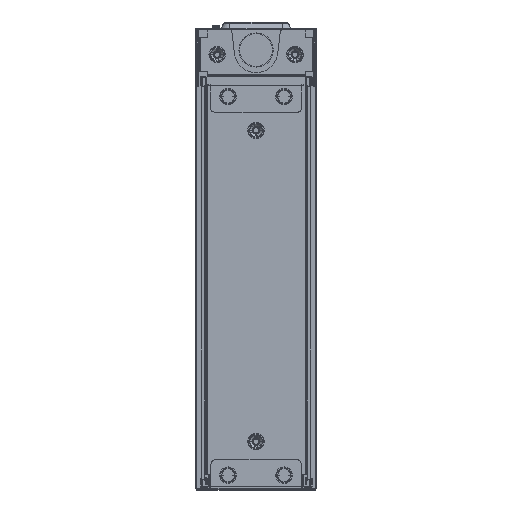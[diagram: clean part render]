
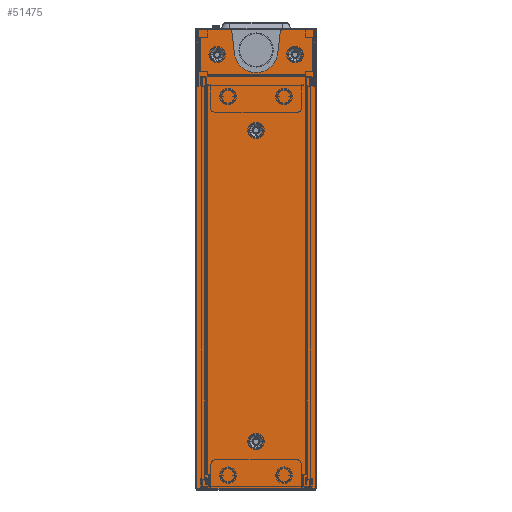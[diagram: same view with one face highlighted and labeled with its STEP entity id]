
A CAD part, left-side view. The second image highlights one B-rep face of the part: STEP entity #51475.
In plain terms, the highlighted planar face has unit normal (-1, 0, 0).
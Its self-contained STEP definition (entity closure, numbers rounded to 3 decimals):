
#49981=DIRECTION('',(0.,0.,1.));
#49982=VECTOR('',#49981,295.8);
#49983=CARTESIAN_POINT('',(-256.7,-38.,-295.8));
#49984=LINE('',#49983,#49982);
#49999=DIRECTION('',(0.,1.,0.));
#50000=VECTOR('',#49999,19.508);
#50001=CARTESIAN_POINT('',(-256.7,-38.,0.));
#50002=LINE('',#50001,#50000);
#50007=CARTESIAN_POINT('',(-256.7,18.492,-3.));
#50008=DIRECTION('',(1.,0.,0.));
#50009=DIRECTION('',(0.,0.,1.));
#50010=AXIS2_PLACEMENT_3D('',#50007,#50008,#50009);
#50012=DIRECTION('',(0.,-0.118,-0.993));
#50013=VECTOR('',#50012,13.652);
#50014=CARTESIAN_POINT('',(-256.7,15.513,-2.646));
#50015=LINE('',#50014,#50013);
#50016=CARTESIAN_POINT('',(-256.7,0.,-14.55));
#50017=DIRECTION('',(-1.,0.,0.));
#50018=DIRECTION('',(0.,0.993,-0.118));
#50019=AXIS2_PLACEMENT_3D('',#50016,#50017,#50018);
#50021=DIRECTION('',(0.,-0.118,0.993));
#50022=VECTOR('',#50021,13.652);
#50023=CARTESIAN_POINT('',(-256.7,-13.902,-16.202));
#50024=LINE('',#50023,#50022);
#50025=CARTESIAN_POINT('',(-256.7,-18.492,-3.));
#50026=DIRECTION('',(1.,0.,0.));
#50027=DIRECTION('',(0.,0.993,0.118));
#50028=AXIS2_PLACEMENT_3D('',#50025,#50026,#50027);
#50030=CARTESIAN_POINT('',(-256.7,0.,-65.65));
#50031=DIRECTION('',(-1.,0.,0.));
#50032=DIRECTION('',(0.,1.,0.));
#50033=AXIS2_PLACEMENT_3D('',#50030,#50031,#50032);
#50035=CARTESIAN_POINT('',(-256.7,0.,-65.65));
#50036=DIRECTION('',(-1.,0.,0.));
#50037=DIRECTION('',(0.,0.,-1.));
#50038=AXIS2_PLACEMENT_3D('',#50035,#50036,#50037);
#50040=CARTESIAN_POINT('',(-256.7,0.,-65.65));
#50041=DIRECTION('',(-1.,0.,0.));
#50042=DIRECTION('',(0.,-1.,0.));
#50043=AXIS2_PLACEMENT_3D('',#50040,#50041,#50042);
#50045=CARTESIAN_POINT('',(-256.7,0.,-65.65));
#50046=DIRECTION('',(-1.,0.,0.));
#50047=DIRECTION('',(0.,0.,1.));
#50048=AXIS2_PLACEMENT_3D('',#50045,#50046,#50047);
#50050=CARTESIAN_POINT('',(-256.7,25.,-17.));
#50051=DIRECTION('',(-1.,0.,0.));
#50052=DIRECTION('',(0.,1.,0.));
#50053=AXIS2_PLACEMENT_3D('',#50050,#50051,#50052);
#50055=CARTESIAN_POINT('',(-256.7,25.,-17.));
#50056=DIRECTION('',(-1.,0.,0.));
#50057=DIRECTION('',(0.,0.,-1.));
#50058=AXIS2_PLACEMENT_3D('',#50055,#50056,#50057);
#50060=CARTESIAN_POINT('',(-256.7,25.,-17.));
#50061=DIRECTION('',(-1.,0.,0.));
#50062=DIRECTION('',(0.,-1.,0.));
#50063=AXIS2_PLACEMENT_3D('',#50060,#50061,#50062);
#50065=CARTESIAN_POINT('',(-256.7,25.,-17.));
#50066=DIRECTION('',(-1.,0.,0.));
#50067=DIRECTION('',(0.,0.,1.));
#50068=AXIS2_PLACEMENT_3D('',#50065,#50066,#50067);
#50070=CARTESIAN_POINT('',(-256.7,0.,-265.65));
#50071=DIRECTION('',(-1.,0.,0.));
#50072=DIRECTION('',(0.,1.,0.));
#50073=AXIS2_PLACEMENT_3D('',#50070,#50071,#50072);
#50075=CARTESIAN_POINT('',(-256.7,0.,-265.65));
#50076=DIRECTION('',(-1.,0.,0.));
#50077=DIRECTION('',(0.,0.,-1.));
#50078=AXIS2_PLACEMENT_3D('',#50075,#50076,#50077);
#50080=CARTESIAN_POINT('',(-256.7,0.,-265.65));
#50081=DIRECTION('',(-1.,0.,0.));
#50082=DIRECTION('',(0.,-1.,0.));
#50083=AXIS2_PLACEMENT_3D('',#50080,#50081,#50082);
#50085=CARTESIAN_POINT('',(-256.7,0.,-265.65));
#50086=DIRECTION('',(-1.,0.,0.));
#50087=DIRECTION('',(0.,0.,1.));
#50088=AXIS2_PLACEMENT_3D('',#50085,#50086,#50087);
#50090=CARTESIAN_POINT('',(-256.7,-25.,-17.));
#50091=DIRECTION('',(-1.,0.,0.));
#50092=DIRECTION('',(0.,1.,0.));
#50093=AXIS2_PLACEMENT_3D('',#50090,#50091,#50092);
#50095=CARTESIAN_POINT('',(-256.7,-25.,-17.));
#50096=DIRECTION('',(-1.,0.,0.));
#50097=DIRECTION('',(0.,0.,-1.));
#50098=AXIS2_PLACEMENT_3D('',#50095,#50096,#50097);
#50100=CARTESIAN_POINT('',(-256.7,-25.,-17.));
#50101=DIRECTION('',(-1.,0.,0.));
#50102=DIRECTION('',(0.,-1.,0.));
#50103=AXIS2_PLACEMENT_3D('',#50100,#50101,#50102);
#50105=CARTESIAN_POINT('',(-256.7,-25.,-17.));
#50106=DIRECTION('',(-1.,0.,0.));
#50107=DIRECTION('',(0.,0.,1.));
#50108=AXIS2_PLACEMENT_3D('',#50105,#50106,#50107);
#50114=DIRECTION('',(0.,1.,0.));
#50115=VECTOR('',#50114,19.508);
#50116=CARTESIAN_POINT('',(-256.7,18.492,0.));
#50117=LINE('',#50116,#50115);
#50132=DIRECTION('',(0.,0.,-1.));
#50133=VECTOR('',#50132,295.8);
#50134=CARTESIAN_POINT('',(-256.7,38.,0.));
#50135=LINE('',#50134,#50133);
#50160=DIRECTION('',(0.,-1.,0.));
#50161=VECTOR('',#50160,76.);
#50162=CARTESIAN_POINT('',(-256.7,38.,-295.8));
#50163=LINE('',#50162,#50161);
#50811=CARTESIAN_POINT('',(-256.7,18.492,0.));
#50812=CARTESIAN_POINT('',(-256.7,15.513,-2.646));
#50813=VERTEX_POINT('',#50811);
#50814=VERTEX_POINT('',#50812);
#50815=CARTESIAN_POINT('',(-256.7,13.902,-16.202));
#50816=VERTEX_POINT('',#50815);
#50817=CARTESIAN_POINT('',(-256.7,-13.902,-16.202));
#50818=VERTEX_POINT('',#50817);
#50819=CARTESIAN_POINT('',(-256.7,-15.513,-2.646));
#50820=VERTEX_POINT('',#50819);
#50821=CARTESIAN_POINT('',(-256.7,-18.492,0.));
#50822=VERTEX_POINT('',#50821);
#50823=CARTESIAN_POINT('',(-256.7,-38.,0.));
#50824=VERTEX_POINT('',#50823);
#50825=CARTESIAN_POINT('',(-256.7,38.,0.));
#50826=VERTEX_POINT('',#50825);
#50827=CARTESIAN_POINT('',(-256.7,4.1,-65.65));
#50828=CARTESIAN_POINT('',(-256.7,0.,-69.75));
#50829=VERTEX_POINT('',#50827);
#50830=VERTEX_POINT('',#50828);
#50831=CARTESIAN_POINT('',(-256.7,-4.1,-65.65));
#50832=VERTEX_POINT('',#50831);
#50833=CARTESIAN_POINT('',(-256.7,0.,-61.55));
#50834=VERTEX_POINT('',#50833);
#50835=CARTESIAN_POINT('',(-256.7,29.1,-17.));
#50836=CARTESIAN_POINT('',(-256.7,25.,-21.1));
#50837=VERTEX_POINT('',#50835);
#50838=VERTEX_POINT('',#50836);
#50839=CARTESIAN_POINT('',(-256.7,20.9,-17.));
#50840=VERTEX_POINT('',#50839);
#50841=CARTESIAN_POINT('',(-256.7,25.,-12.9));
#50842=VERTEX_POINT('',#50841);
#50843=CARTESIAN_POINT('',(-256.7,4.1,-265.65));
#50844=CARTESIAN_POINT('',(-256.7,0.,-269.75));
#50845=VERTEX_POINT('',#50843);
#50846=VERTEX_POINT('',#50844);
#50847=CARTESIAN_POINT('',(-256.7,-4.1,-265.65));
#50848=VERTEX_POINT('',#50847);
#50849=CARTESIAN_POINT('',(-256.7,0.,-261.55));
#50850=VERTEX_POINT('',#50849);
#50851=CARTESIAN_POINT('',(-256.7,-20.9,-17.));
#50852=CARTESIAN_POINT('',(-256.7,-25.,-21.1));
#50853=VERTEX_POINT('',#50851);
#50854=VERTEX_POINT('',#50852);
#50855=CARTESIAN_POINT('',(-256.7,-29.1,-17.));
#50856=VERTEX_POINT('',#50855);
#50857=CARTESIAN_POINT('',(-256.7,-25.,-12.9));
#50858=VERTEX_POINT('',#50857);
#50869=CARTESIAN_POINT('',(-256.7,38.,-295.8));
#50870=VERTEX_POINT('',#50869);
#50883=CARTESIAN_POINT('',(-256.7,-38.,-295.8));
#50884=VERTEX_POINT('',#50883);
#51411=CARTESIAN_POINT('',(-256.7,0.,-147.9));
#51412=DIRECTION('',(1.,0.,0.));
#51413=DIRECTION('',(0.,0.,1.));
#51414=AXIS2_PLACEMENT_3D('',#51411,#51412,#51413);
#51415=PLANE('',#51414);
#51417=ORIENTED_EDGE('',*,*,#51416,.T.);
#51419=ORIENTED_EDGE('',*,*,#51418,.T.);
#51421=ORIENTED_EDGE('',*,*,#51420,.T.);
#51423=ORIENTED_EDGE('',*,*,#51422,.T.);
#51424=ORIENTED_EDGE('',*,*,#51401,.T.);
#51425=ORIENTED_EDGE('',*,*,#51391,.F.);
#51426=ORIENTED_EDGE('',*,*,#51361,.F.);
#51428=ORIENTED_EDGE('',*,*,#51427,.F.);
#51430=ORIENTED_EDGE('',*,*,#51429,.F.);
#51432=ORIENTED_EDGE('',*,*,#51431,.F.);
#51433=EDGE_LOOP('',(#51417,#51419,#51421,#51423,#51424,#51425,#51426,#51428,
#51430,#51432));
#51434=FACE_OUTER_BOUND('',#51433,.F.);
#51436=ORIENTED_EDGE('',*,*,#51435,.T.);
#51438=ORIENTED_EDGE('',*,*,#51437,.T.);
#51440=ORIENTED_EDGE('',*,*,#51439,.T.);
#51442=ORIENTED_EDGE('',*,*,#51441,.T.);
#51443=EDGE_LOOP('',(#51436,#51438,#51440,#51442));
#51444=FACE_BOUND('',#51443,.F.);
#51446=ORIENTED_EDGE('',*,*,#51445,.T.);
#51448=ORIENTED_EDGE('',*,*,#51447,.T.);
#51450=ORIENTED_EDGE('',*,*,#51449,.T.);
#51452=ORIENTED_EDGE('',*,*,#51451,.T.);
#51453=EDGE_LOOP('',(#51446,#51448,#51450,#51452));
#51454=FACE_BOUND('',#51453,.F.);
#51456=ORIENTED_EDGE('',*,*,#51455,.T.);
#51458=ORIENTED_EDGE('',*,*,#51457,.T.);
#51460=ORIENTED_EDGE('',*,*,#51459,.T.);
#51462=ORIENTED_EDGE('',*,*,#51461,.T.);
#51463=EDGE_LOOP('',(#51456,#51458,#51460,#51462));
#51464=FACE_BOUND('',#51463,.F.);
#51466=ORIENTED_EDGE('',*,*,#51465,.T.);
#51468=ORIENTED_EDGE('',*,*,#51467,.T.);
#51470=ORIENTED_EDGE('',*,*,#51469,.T.);
#51472=ORIENTED_EDGE('',*,*,#51471,.T.);
#51473=EDGE_LOOP('',(#51466,#51468,#51470,#51472));
#51474=FACE_BOUND('',#51473,.F.);
#51475=ADVANCED_FACE('',(#51434,#51444,#51454,#51464,#51474),#51415,.F.);
#50011=CIRCLE('',#50010,3.);
#50020=CIRCLE('',#50019,14.);
#50029=CIRCLE('',#50028,3.);
#50034=CIRCLE('',#50033,4.1);
#50039=CIRCLE('',#50038,4.1);
#50044=CIRCLE('',#50043,4.1);
#50049=CIRCLE('',#50048,4.1);
#50054=CIRCLE('',#50053,4.1);
#50059=CIRCLE('',#50058,4.1);
#50064=CIRCLE('',#50063,4.1);
#50069=CIRCLE('',#50068,4.1);
#50074=CIRCLE('',#50073,4.1);
#50079=CIRCLE('',#50078,4.1);
#50084=CIRCLE('',#50083,4.1);
#50089=CIRCLE('',#50088,4.1);
#50094=CIRCLE('',#50093,4.1);
#50099=CIRCLE('',#50098,4.1);
#50104=CIRCLE('',#50103,4.1);
#50109=CIRCLE('',#50108,4.1);
#51361=EDGE_CURVE('',#50884,#50824,#49984,.T.);
#51391=EDGE_CURVE('',#50824,#50822,#50002,.T.);
#51401=EDGE_CURVE('',#50820,#50822,#50029,.T.);
#51416=EDGE_CURVE('',#50813,#50814,#50011,.T.);
#51418=EDGE_CURVE('',#50814,#50816,#50015,.T.);
#51420=EDGE_CURVE('',#50816,#50818,#50020,.T.);
#51422=EDGE_CURVE('',#50818,#50820,#50024,.T.);
#51427=EDGE_CURVE('',#50870,#50884,#50163,.T.);
#51429=EDGE_CURVE('',#50826,#50870,#50135,.T.);
#51431=EDGE_CURVE('',#50813,#50826,#50117,.T.);
#51435=EDGE_CURVE('',#50829,#50830,#50034,.T.);
#51437=EDGE_CURVE('',#50830,#50832,#50039,.T.);
#51439=EDGE_CURVE('',#50832,#50834,#50044,.T.);
#51441=EDGE_CURVE('',#50834,#50829,#50049,.T.);
#51445=EDGE_CURVE('',#50837,#50838,#50054,.T.);
#51447=EDGE_CURVE('',#50838,#50840,#50059,.T.);
#51449=EDGE_CURVE('',#50840,#50842,#50064,.T.);
#51451=EDGE_CURVE('',#50842,#50837,#50069,.T.);
#51455=EDGE_CURVE('',#50845,#50846,#50074,.T.);
#51457=EDGE_CURVE('',#50846,#50848,#50079,.T.);
#51459=EDGE_CURVE('',#50848,#50850,#50084,.T.);
#51461=EDGE_CURVE('',#50850,#50845,#50089,.T.);
#51465=EDGE_CURVE('',#50853,#50854,#50094,.T.);
#51467=EDGE_CURVE('',#50854,#50856,#50099,.T.);
#51469=EDGE_CURVE('',#50856,#50858,#50104,.T.);
#51471=EDGE_CURVE('',#50858,#50853,#50109,.T.);
